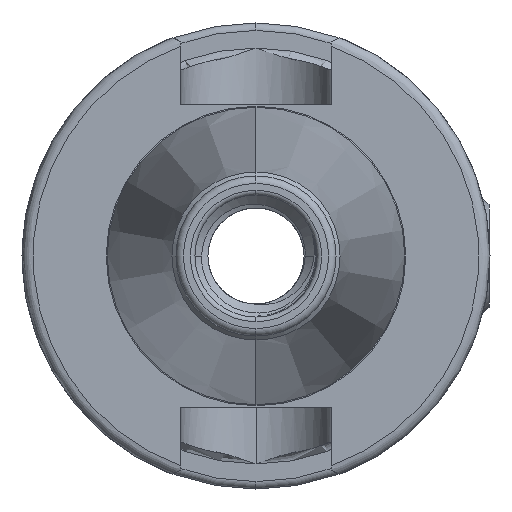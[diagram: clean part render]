
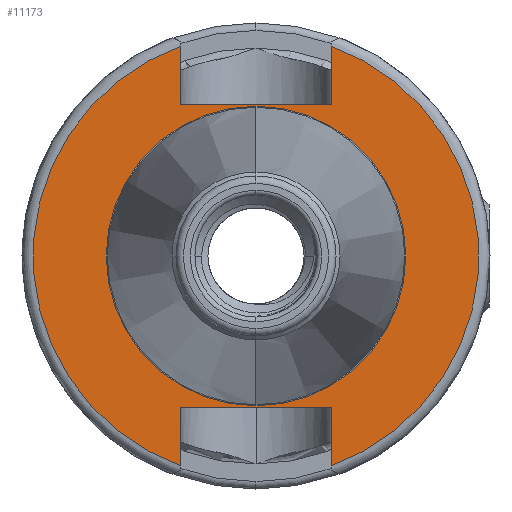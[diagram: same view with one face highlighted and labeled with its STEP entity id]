
A CAD part, left-side view. The second image highlights one B-rep face of the part: STEP entity #11173.
In plain terms, the highlighted planar face has unit normal (-1, 0, 0).
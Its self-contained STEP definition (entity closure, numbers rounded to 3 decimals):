
#224 = ORIENTED_EDGE ( 'NONE', *, *, #6025, .F. ) ;
#225 = ORIENTED_EDGE ( 'NONE', *, *, #6103, .F. ) ;
#231 = ORIENTED_EDGE ( 'NONE', *, *, #6084, .T. ) ;
#240 = ORIENTED_EDGE ( 'NONE', *, *, #6061, .T. ) ;
#243 = ORIENTED_EDGE ( 'NONE', *, *, #6070, .F. ) ;
#244 = ORIENTED_EDGE ( 'NONE', *, *, #6051, .F. ) ;
#265 = ORIENTED_EDGE ( 'NONE', *, *, #6037, .T. ) ;
#280 = ORIENTED_EDGE ( 'NONE', *, *, #6039, .F. ) ;
#282 = ORIENTED_EDGE ( 'NONE', *, *, #6060, .T. ) ;
#310 = ORIENTED_EDGE ( 'NONE', *, *, #6076, .T. ) ;
#486 = VERTEX_POINT ( 'NONE', #4168 ) ;
#490 = VERTEX_POINT ( 'NONE', #4165 ) ;
#3739 = CARTESIAN_POINT ( 'NONE',  ( -4., -8.075, -16.2 ) ) ;
#3744 = DIRECTION ( 'NONE',  ( 0., -1., 0. ) ) ;
#3826 = DIRECTION ( 'NONE',  ( 0., 0., 1. ) ) ;
#3849 = CARTESIAN_POINT ( 'NONE',  ( -4., 8.075, -25.1 ) ) ;
#3935 = CARTESIAN_POINT ( 'NONE',  ( -4., 0., 0. ) ) ;
#3940 = DIRECTION ( 'NONE',  ( 0., 0., 1. ) ) ;
#3958 = DIRECTION ( 'NONE',  ( -1., 0., 0. ) ) ;
#4165 = CARTESIAN_POINT ( 'NONE',  ( -4., 0., 16.062 ) ) ;
#4168 = CARTESIAN_POINT ( 'NONE',  ( -4., 0., -16.062 ) ) ;
#4218 = DIRECTION ( 'NONE',  ( 0., -1., 0. ) ) ;
#4260 = CARTESIAN_POINT ( 'NONE',  ( -4., -8.075, 16.2 ) ) ;
#4359 = DIRECTION ( 'NONE',  ( -1., 0., 0. ) ) ;
#4393 = CARTESIAN_POINT ( 'NONE',  ( -4., 0., 0. ) ) ;
#4399 = DIRECTION ( 'NONE',  ( 0., 0., 1. ) ) ;
#4481 = CARTESIAN_POINT ( 'NONE',  ( -4., 0., 0. ) ) ;
#4497 = DIRECTION ( 'NONE',  ( 0., 0., 1. ) ) ;
#4527 = DIRECTION ( 'NONE',  ( -1., 0., 0. ) ) ;
#4576 = DIRECTION ( 'NONE',  ( 0., 0., -1. ) ) ;
#4646 = CARTESIAN_POINT ( 'NONE',  ( -4., 8.075, 25.1 ) ) ;
#4683 = CARTESIAN_POINT ( 'NONE',  ( -4., 0., 0. ) ) ;
#4686 = DIRECTION ( 'NONE',  ( 0., 0., 1. ) ) ;
#4723 = CARTESIAN_POINT ( 'NONE',  ( -4., -8.075, 25.1 ) ) ;
#4725 = DIRECTION ( 'NONE',  ( -1., 0., 0. ) ) ;
#4756 = DIRECTION ( 'NONE',  ( 0., 0., -1. ) ) ;
#4982 = CARTESIAN_POINT ( 'NONE',  ( -4., -8.075, -25.1 ) ) ;
#5090 = DIRECTION ( 'NONE',  ( 0., 0., 1. ) ) ;
#6025 = EDGE_CURVE ( 'NONE', #7684, #7673, #16797, .T. ) ;
#6037 = EDGE_CURVE ( 'NONE', #7619, #7667, #10749, .T. ) ;
#6039 = EDGE_CURVE ( 'NONE', #490, #486, #10751, .T. ) ;
#6051 = EDGE_CURVE ( 'NONE', #7588, #7684, #10747, .T. ) ;
#6060 = EDGE_CURVE ( 'NONE', #7588, #7617, #10772, .T. ) ;
#6061 = EDGE_CURVE ( 'NONE', #7667, #7673, #10765, .T. ) ;
#6070 = EDGE_CURVE ( 'NONE', #7619, #7633, #10775, .T. ) ;
#6076 = EDGE_CURVE ( 'NONE', #7659, #7633, #10773, .T. ) ;
#6084 = EDGE_CURVE ( 'NONE', #7617, #7659, #10825, .T. ) ;
#6103 = EDGE_CURVE ( 'NONE', #486, #490, #10835, .T. ) ;
#6157 = AXIS2_PLACEMENT_3D ( 'NONE', #4481, #4527, #4497 ) ;
#6162 = AXIS2_PLACEMENT_3D ( 'NONE', #4683, #4725, #4686 ) ;
#6175 = AXIS2_PLACEMENT_3D ( 'NONE', #3935, #3958, #3940 ) ;
#6176 = AXIS2_PLACEMENT_3D ( 'NONE', #4393, #4359, #4399 ) ;
#6313 = AXIS2_PLACEMENT_3D ( 'NONE', #13265, #13258, #13259 ) ;
#6721 = FACE_OUTER_BOUND ( 'NONE', #7840, .T. ) ;
#6736 = FACE_BOUND ( 'NONE', #7865, .T. ) ;
#7588 = VERTEX_POINT ( 'NONE', #15739 ) ;
#7617 = VERTEX_POINT ( 'NONE', #15779 ) ;
#7619 = VERTEX_POINT ( 'NONE', #15783 ) ;
#7633 = VERTEX_POINT ( 'NONE', #15823 ) ;
#7659 = VERTEX_POINT ( 'NONE', #15764 ) ;
#7667 = VERTEX_POINT ( 'NONE', #15791 ) ;
#7673 = VERTEX_POINT ( 'NONE', #15856 ) ;
#7684 = VERTEX_POINT ( 'NONE', #15847 ) ;
#7840 = EDGE_LOOP ( 'NONE', ( #282, #231, #310, #243, #265, #240, #224, #244 ) ) ;
#7865 = EDGE_LOOP ( 'NONE', ( #280, #225 ) ) ;
#10747 = LINE ( 'NONE', #4646, #10757 ) ;
#10749 = CIRCLE ( 'NONE', #6176, 23.9 ) ;
#10751 = CIRCLE ( 'NONE', #6157, 16.062 ) ;
#10757 = VECTOR ( 'NONE', #4576, 1000. ) ;
#10764 = VECTOR ( 'NONE', #4756, 1000. ) ;
#10765 = LINE ( 'NONE', #4723, #10764 ) ;
#10769 = VECTOR ( 'NONE', #5090, 1000. ) ;
#10772 = CIRCLE ( 'NONE', #6162, 23.9 ) ;
#10773 = LINE ( 'NONE', #3739, #10774 ) ;
#10774 = VECTOR ( 'NONE', #3744, 1000. ) ;
#10775 = LINE ( 'NONE', #4982, #10769 ) ;
#10781 = VECTOR ( 'NONE', #3826, 1000. ) ;
#10825 = LINE ( 'NONE', #3849, #10781 ) ;
#10835 = CIRCLE ( 'NONE', #6175, 16.062 ) ;
#11173 = ADVANCED_FACE ( 'NONE', ( #6721, #6736 ), #13257, .F. ) ;
#13257 = PLANE ( 'NONE',  #6313 ) ;
#13258 = DIRECTION ( 'NONE',  ( 1., 0., 0. ) ) ;
#13259 = DIRECTION ( 'NONE',  ( 0., 0., -1. ) ) ;
#13265 = CARTESIAN_POINT ( 'NONE',  ( -4., 16.062, 0. ) ) ;
#15739 = CARTESIAN_POINT ( 'NONE',  ( -4., 8.075, 22.495 ) ) ;
#15764 = CARTESIAN_POINT ( 'NONE',  ( -4., 8.075, -16.2 ) ) ;
#15779 = CARTESIAN_POINT ( 'NONE',  ( -4., 8.075, -22.495 ) ) ;
#15783 = CARTESIAN_POINT ( 'NONE',  ( -4., -8.075, -22.495 ) ) ;
#15791 = CARTESIAN_POINT ( 'NONE',  ( -4., -8.075, 22.495 ) ) ;
#15823 = CARTESIAN_POINT ( 'NONE',  ( -4., -8.075, -16.2 ) ) ;
#15847 = CARTESIAN_POINT ( 'NONE',  ( -4., 8.075, 16.2 ) ) ;
#15856 = CARTESIAN_POINT ( 'NONE',  ( -4., -8.075, 16.2 ) ) ;
#16787 = VECTOR ( 'NONE', #4218, 1000. ) ;
#16797 = LINE ( 'NONE', #4260, #16787 ) ;
